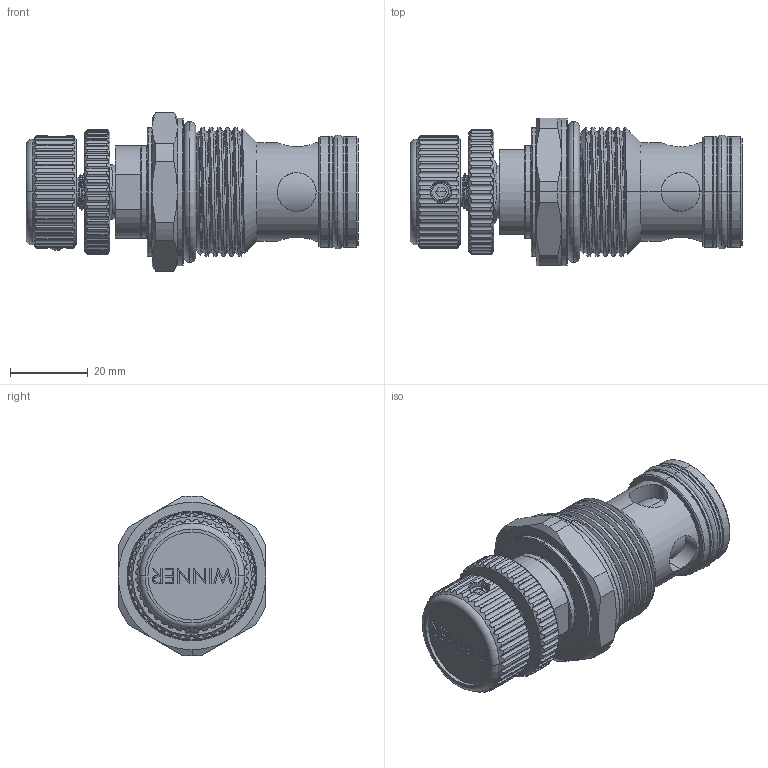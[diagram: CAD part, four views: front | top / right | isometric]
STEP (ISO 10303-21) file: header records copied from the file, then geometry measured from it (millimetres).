
FILE_DESCRIPTION (( 'STEP AP203' ), '1' );
FILE_NAME ('NC16W20-K.STEP', '2021-07-05T05:19:56', ( '' ), ( '' ), 'SwSTEP 2.0', 'SolidWorks 2018', '' );
FILE_SCHEMA (( 'CONFIG_CONTROL_DESIGN' ));
Length unit declared in the file: millimetre
Products named in the file (1): NC16W20-K
Bounding box: 85.5 x 38 x 41.1 mm (x, y, z)
Volume: 55791 mm3; surface area: 16922.2 mm2
Topology: 3 solids, 3 shells, 505 faces, 1347 edges, 872 vertices
Faces by surface type: cylinder 308, plane 112, cone 39, torus 30, bspline 14, sphere 2
Entity records: 27756 total; most frequent: CARTESIAN_POINT 15615, ORIENTED_EDGE 2694, DIRECTION 2328, EDGE_CURVE 1347, AXIS2_PLACEMENT_3D 885, VERTEX_POINT 872, VECTOR 558, LINE 558
